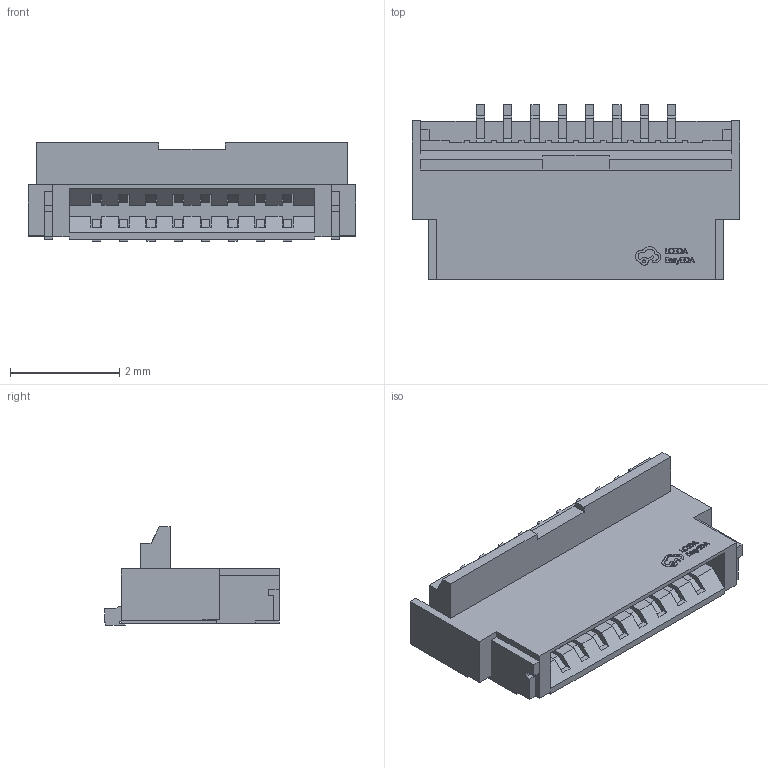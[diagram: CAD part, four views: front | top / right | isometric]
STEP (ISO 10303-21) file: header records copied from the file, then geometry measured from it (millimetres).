
FILE_DESCRIPTION (( 'STEP AP214' ), '1' );
FILE_NAME ('FPC1^3D_PCB1_2024-11-22(2)_3D_PCB1_2024-11-22.STEP', '2024-11-22T02:58:05', ( '' ), ( '' ), 'SwSTEP 2.0', 'SolidWorks 2022', '' );
FILE_SCHEMA (( 'AUTOMOTIVE_DESIGN' ));
Length unit declared in the file: millimetre
Products named in the file (3): FPC-SMD_8P-P0.50-FH34SRJ^FPC1_3D_PCB1_2024-11-22(2)_3D_PCB1_2024-11-22; COMPOUND^FPC-SMD_8P-P0.50-FH34SRJ_FPC1_3D_PCB1_2024-11-22(2)_3D_PCB1_2024-11-22; FPC1^3D_PCB1_2024-11-22(2)_3D_PCB1_2024-11-22
Assembly tree (2 placements, depth 3):
  FPC1^3D_PCB1_2024-11-22(2)_3D_PCB1_2024-11-22
    FPC-SMD_8P-P0.50-FH34SRJ^FPC1_3D_PCB1_2024-11-22(2)_3D_PCB1_2024-11-22
      COMPOUND^FPC-SMD_8P-P0.50-FH34SRJ_FPC1_3D_PCB1_2024-11-22(2)_3D_PCB1_2024-11-22
Bounding box: 6 x 3.2 x 1.8 mm (x, y, z)
Volume: 14.1 mm3; surface area: 119 mm2
Topology: 19 solids, 19 shells, 683 faces, 1923 edges, 1286 vertices
Faces by surface type: plane 561, bspline 98, cylinder 24
Entity records: 22747 total; most frequent: CARTESIAN_POINT 5400, ORIENTED_EDGE 3846, DIRECTION 2939, EDGE_CURVE 1923, LINE 1661, VECTOR 1661, VERTEX_POINT 1286, EDGE_LOOP 727
